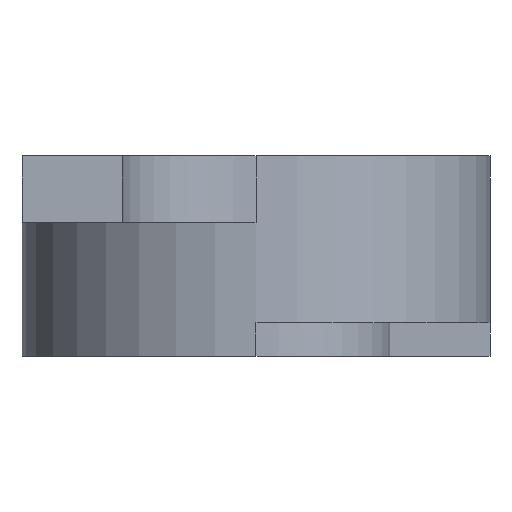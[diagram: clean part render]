
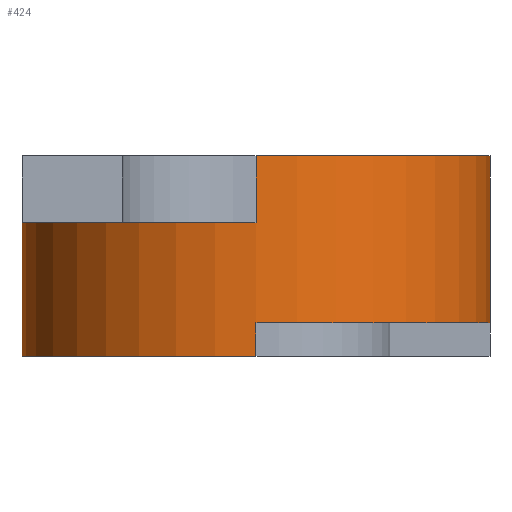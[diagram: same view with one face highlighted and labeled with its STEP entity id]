
A CAD part, front view. The second image highlights one B-rep face of the part: STEP entity #424.
In plain terms, the highlighted cylindrical face has radius 7 mm (diameter 14 mm), a full revolution.
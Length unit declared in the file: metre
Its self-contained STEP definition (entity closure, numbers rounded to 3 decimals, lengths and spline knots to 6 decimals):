
#20=CYLINDRICAL_SURFACE('',#471,0.007);
#36=LINE('',#683,#68);
#37=LINE('',#684,#69);
#38=LINE('',#688,#70);
#39=LINE('',#689,#71);
#40=LINE('',#690,#72);
#41=LINE('',#694,#73);
#42=LINE('',#695,#74);
#43=LINE('',#699,#75);
#68=VECTOR('',#547,1.);
#69=VECTOR('',#548,1.);
#70=VECTOR('',#551,1.);
#71=VECTOR('',#552,1.);
#72=VECTOR('',#553,1.);
#73=VECTOR('',#556,1.);
#74=VECTOR('',#557,1.);
#75=VECTOR('',#560,1.);
#110=ORIENTED_EDGE('',*,*,#224,.T.);
#111=ORIENTED_EDGE('',*,*,#225,.T.);
#112=ORIENTED_EDGE('',*,*,#214,.T.);
#113=ORIENTED_EDGE('',*,*,#226,.F.);
#114=ORIENTED_EDGE('',*,*,#227,.T.);
#115=ORIENTED_EDGE('',*,*,#228,.T.);
#116=ORIENTED_EDGE('',*,*,#210,.T.);
#117=ORIENTED_EDGE('',*,*,#229,.F.);
#118=ORIENTED_EDGE('',*,*,#219,.F.);
#119=ORIENTED_EDGE('',*,*,#230,.F.);
#120=ORIENTED_EDGE('',*,*,#231,.F.);
#121=ORIENTED_EDGE('',*,*,#232,.T.);
#122=ORIENTED_EDGE('',*,*,#222,.F.);
#123=ORIENTED_EDGE('',*,*,#233,.F.);
#124=ORIENTED_EDGE('',*,*,#234,.F.);
#125=ORIENTED_EDGE('',*,*,#235,.T.);
#210=EDGE_CURVE('',#268,#267,#307,.T.);
#214=EDGE_CURVE('',#272,#271,#309,.T.);
#219=EDGE_CURVE('',#276,#274,#311,.T.);
#222=EDGE_CURVE('',#279,#280,#313,.T.);
#224=EDGE_CURVE('',#281,#282,#314,.T.);
#225=EDGE_CURVE('',#282,#272,#36,.T.);
#226=EDGE_CURVE('',#283,#271,#37,.T.);
#227=EDGE_CURVE('',#283,#284,#315,.T.);
#228=EDGE_CURVE('',#284,#268,#38,.T.);
#229=EDGE_CURVE('',#281,#267,#39,.T.);
#230=EDGE_CURVE('',#285,#276,#40,.T.);
#231=EDGE_CURVE('',#286,#285,#316,.T.);
#232=EDGE_CURVE('',#286,#280,#41,.T.);
#233=EDGE_CURVE('',#287,#279,#42,.T.);
#234=EDGE_CURVE('',#288,#287,#317,.T.);
#235=EDGE_CURVE('',#288,#274,#43,.T.);
#267=VERTEX_POINT('',#649);
#268=VERTEX_POINT('',#651);
#271=VERTEX_POINT('',#657);
#272=VERTEX_POINT('',#659);
#274=VERTEX_POINT('',#664);
#276=VERTEX_POINT('',#668);
#279=VERTEX_POINT('',#675);
#280=VERTEX_POINT('',#677);
#281=VERTEX_POINT('',#681);
#282=VERTEX_POINT('',#682);
#283=VERTEX_POINT('',#685);
#284=VERTEX_POINT('',#687);
#285=VERTEX_POINT('',#691);
#286=VERTEX_POINT('',#693);
#287=VERTEX_POINT('',#696);
#288=VERTEX_POINT('',#698);
#307=CIRCLE('',#462,0.007);
#309=CIRCLE('',#464,0.007);
#311=CIRCLE('',#467,0.007);
#313=CIRCLE('',#470,0.007);
#314=CIRCLE('',#472,0.007);
#315=CIRCLE('',#473,0.007);
#316=CIRCLE('',#474,0.007);
#317=CIRCLE('',#475,0.007);
#334=EDGE_LOOP('',(#110,#111,#112,#113,#114,#115,#116,#117));
#335=EDGE_LOOP('',(#118,#119,#120,#121,#122,#123,#124,#125));
#372=FACE_BOUND('',#334,.T.);
#373=FACE_BOUND('',#335,.T.);
#424=ADVANCED_FACE('',(#372,#373),#20,.T.);
#462=AXIS2_PLACEMENT_3D('',#650,#518,#519);
#464=AXIS2_PLACEMENT_3D('',#658,#524,#525);
#467=AXIS2_PLACEMENT_3D('',#669,#533,#534);
#470=AXIS2_PLACEMENT_3D('',#676,#540,#541);
#471=AXIS2_PLACEMENT_3D('',#679,#543,#544);
#472=AXIS2_PLACEMENT_3D('',#680,#545,#546);
#473=AXIS2_PLACEMENT_3D('',#686,#549,#550);
#474=AXIS2_PLACEMENT_3D('',#692,#554,#555);
#475=AXIS2_PLACEMENT_3D('',#697,#558,#559);
#518=DIRECTION('',(0.,0.,1.));
#519=DIRECTION('',(1.,0.,0.));
#524=DIRECTION('',(0.,0.,1.));
#525=DIRECTION('',(1.,0.,0.));
#533=DIRECTION('',(0.,0.,1.));
#534=DIRECTION('',(1.,0.,0.));
#540=DIRECTION('',(0.,0.,1.));
#541=DIRECTION('',(1.,0.,0.));
#543=DIRECTION('',(0.,0.,-1.));
#544=DIRECTION('',(-1.,0.,0.));
#545=DIRECTION('',(0.,0.,1.));
#546=DIRECTION('',(1.,0.,0.));
#547=DIRECTION('',(0.,0.,-1.));
#548=DIRECTION('',(0.,0.,-1.));
#549=DIRECTION('',(0.,0.,1.));
#550=DIRECTION('',(1.,0.,0.));
#551=DIRECTION('',(0.,0.,-1.));
#552=DIRECTION('',(0.,0.,-1.));
#553=DIRECTION('',(0.,0.,-1.));
#554=DIRECTION('',(0.,0.,1.));
#555=DIRECTION('',(1.,0.,0.));
#556=DIRECTION('',(0.,0.,-1.));
#557=DIRECTION('',(0.,0.,-1.));
#558=DIRECTION('',(0.,0.,1.));
#559=DIRECTION('',(1.,0.,0.));
#560=DIRECTION('',(0.,0.,-1.));
#649=CARTESIAN_POINT('',(0.,0.007,0.));
#650=CARTESIAN_POINT('',(0.,0.,0.));
#651=CARTESIAN_POINT('',(0.007,0.,0.));
#657=CARTESIAN_POINT('',(0.,-0.007,0.));
#658=CARTESIAN_POINT('',(0.,0.,0.));
#659=CARTESIAN_POINT('',(-0.007,0.,0.));
#664=CARTESIAN_POINT('',(0.,-0.007,0.004));
#668=CARTESIAN_POINT('',(-0.007,0.,0.004));
#669=CARTESIAN_POINT('',(0.,0.,0.004));
#675=CARTESIAN_POINT('',(0.007,0.,0.004));
#676=CARTESIAN_POINT('',(0.,0.,0.004));
#677=CARTESIAN_POINT('',(0.,0.007,0.004));
#679=CARTESIAN_POINT('',(0.,0.,0.002));
#680=CARTESIAN_POINT('',(0.,0.,0.001));
#681=CARTESIAN_POINT('',(0.,0.007,0.001));
#682=CARTESIAN_POINT('',(-0.007,0.,0.001));
#683=CARTESIAN_POINT('',(-0.007,0.,0.001));
#684=CARTESIAN_POINT('',(0.,-0.007,0.001));
#685=CARTESIAN_POINT('',(0.,-0.007,0.001));
#686=CARTESIAN_POINT('',(0.,0.,0.001));
#687=CARTESIAN_POINT('',(0.007,0.,0.001));
#688=CARTESIAN_POINT('',(0.007,0.,0.001));
#689=CARTESIAN_POINT('',(0.,0.007,0.001));
#690=CARTESIAN_POINT('',(-0.007,0.,0.006));
#691=CARTESIAN_POINT('',(-0.007,0.,0.006));
#692=CARTESIAN_POINT('',(0.,0.,0.006));
#693=CARTESIAN_POINT('',(0.,0.007,0.006));
#694=CARTESIAN_POINT('',(0.,0.007,0.006));
#695=CARTESIAN_POINT('',(0.007,0.,0.006));
#696=CARTESIAN_POINT('',(0.007,0.,0.006));
#697=CARTESIAN_POINT('',(0.,0.,0.006));
#698=CARTESIAN_POINT('',(0.,-0.007,0.006));
#699=CARTESIAN_POINT('',(0.,-0.007,0.006));
